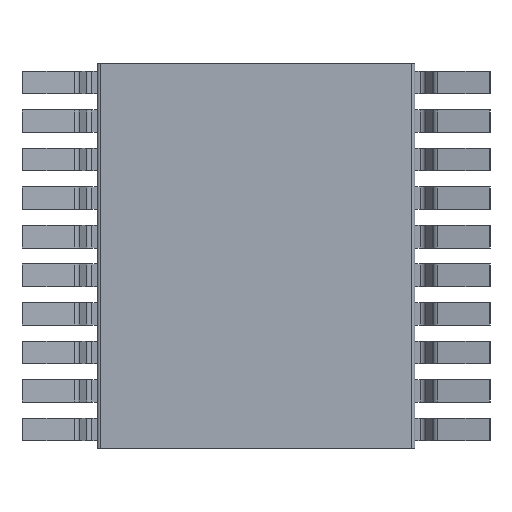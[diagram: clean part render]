
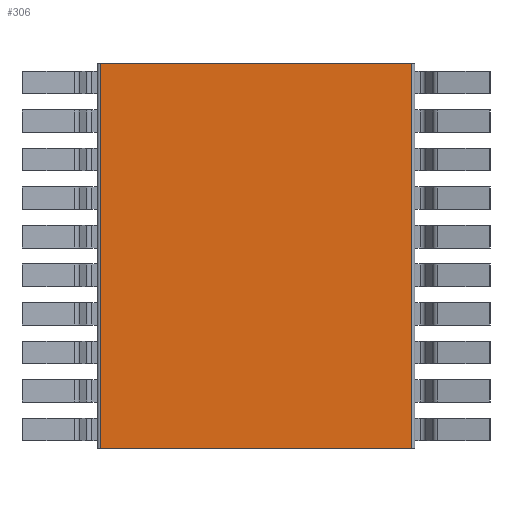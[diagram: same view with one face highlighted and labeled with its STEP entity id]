
A CAD part, front view. The second image highlights one B-rep face of the part: STEP entity #306.
In plain terms, the highlighted planar face has unit normal (0, -1, 0).
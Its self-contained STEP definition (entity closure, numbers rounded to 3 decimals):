
#6 = EDGE_CURVE ( 'NONE', #7, #12, #3577, .T. ) ;
#7 = VERTEX_POINT ( 'NONE', #3573 ) ;
#12 = VERTEX_POINT ( 'NONE', #3621 ) ;
#276 = ORIENTED_EDGE ( 'NONE', *, *, #277, .F. ) ;
#277 = EDGE_CURVE ( 'NONE', #278, #311, #4446, .T. ) ;
#278 = VERTEX_POINT ( 'NONE', #4497 ) ;
#279 = ORIENTED_EDGE ( 'NONE', *, *, #280, .T. ) ;
#280 = EDGE_CURVE ( 'NONE', #278, #7, #4495, .T. ) ;
#306 = ADVANCED_FACE ( 'NONE', ( #4551 ), #4536, .T. ) ;
#307 = EDGE_LOOP ( 'NONE', ( #308, #309, #276, #279 ) ) ;
#308 = ORIENTED_EDGE ( 'NONE', *, *, #6, .T. ) ;
#309 = ORIENTED_EDGE ( 'NONE', *, *, #310, .F. ) ;
#310 = EDGE_CURVE ( 'NONE', #311, #12, #4531, .T. ) ;
#311 = VERTEX_POINT ( 'NONE', #4586 ) ;
#3573 = CARTESIAN_POINT ( 'NONE',  ( 2.63, 0., -3.25 ) ) ;
#3574 = DIRECTION ( 'NONE',  ( 0., 0., 1. ) ) ;
#3575 = VECTOR ( 'NONE', #3574, 1000. ) ;
#3576 = CARTESIAN_POINT ( 'NONE',  ( 2.63, 0., -0.65 ) ) ;
#3577 = LINE ( 'NONE', #3576, #3575 ) ;
#3621 = CARTESIAN_POINT ( 'NONE',  ( 2.63, 0., 3.25 ) ) ;
#4443 = DIRECTION ( 'NONE',  ( 0., 0., 1. ) ) ;
#4444 = VECTOR ( 'NONE', #4443, 1000. ) ;
#4445 = CARTESIAN_POINT ( 'NONE',  ( -2.63, 0., -0.65 ) ) ;
#4446 = LINE ( 'NONE', #4445, #4444 ) ;
#4492 = DIRECTION ( 'NONE',  ( 1., 0., 0. ) ) ;
#4493 = VECTOR ( 'NONE', #4492, 1000. ) ;
#4494 = CARTESIAN_POINT ( 'NONE',  ( -2.63, 0., -3.25 ) ) ;
#4495 = LINE ( 'NONE', #4494, #4493 ) ;
#4497 = CARTESIAN_POINT ( 'NONE',  ( -2.63, 0., -3.25 ) ) ;
#4528 = DIRECTION ( 'NONE',  ( 1., 0., 0. ) ) ;
#4529 = VECTOR ( 'NONE', #4528, 1000. ) ;
#4530 = CARTESIAN_POINT ( 'NONE',  ( -2.63, 0., 3.25 ) ) ;
#4531 = LINE ( 'NONE', #4530, #4529 ) ;
#4532 = DIRECTION ( 'NONE',  ( 1., 0., 0. ) ) ;
#4533 = DIRECTION ( 'NONE',  ( 0., -1., 0. ) ) ;
#4534 = CARTESIAN_POINT ( 'NONE',  ( -2.63, 0., -0.65 ) ) ;
#4535 = AXIS2_PLACEMENT_3D ( 'NONE', #4534, #4533, #4532 ) ;
#4536 = PLANE ( 'NONE',  #4535 ) ;
#4551 = FACE_OUTER_BOUND ( 'NONE', #307, .T. ) ;
#4586 = CARTESIAN_POINT ( 'NONE',  ( -2.63, 0., 3.25 ) ) ;
